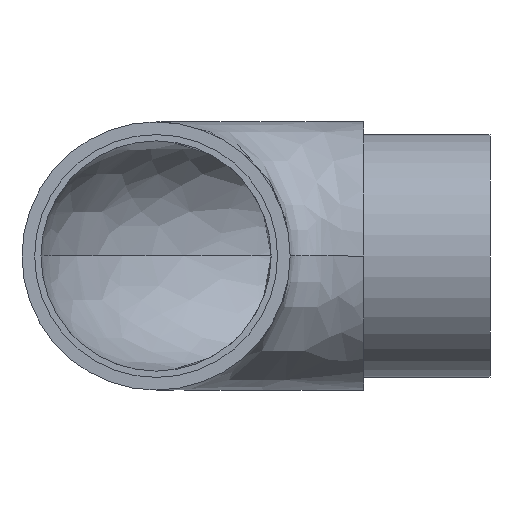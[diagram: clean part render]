
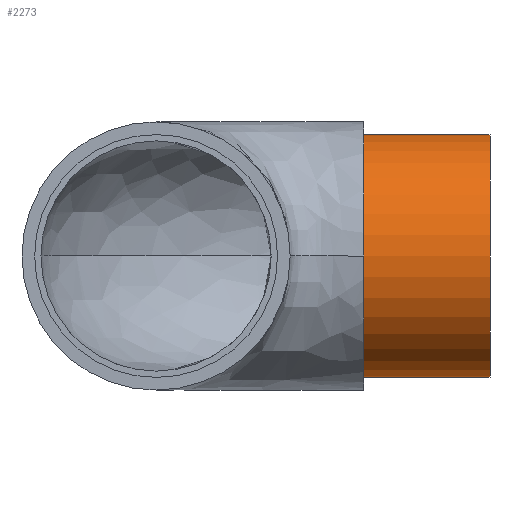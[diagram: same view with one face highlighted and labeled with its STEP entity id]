
A CAD part, left-side view. The second image highlights one B-rep face of the part: STEP entity #2273.
In plain terms, the highlighted cylindrical face has radius 19.2 mm (diameter 38.4 mm), a partial arc.
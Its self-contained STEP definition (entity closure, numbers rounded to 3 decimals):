
#81 = CARTESIAN_POINT ( 'NONE',  ( 0., 0., 0. ) ) ;
#183 = DIRECTION ( 'NONE',  ( 0., 0., -1. ) ) ;
#375 = EDGE_LOOP ( 'NONE', ( #3290, #1953, #9165, #9567 ) ) ;
#461 = CARTESIAN_POINT ( 'NONE',  ( 0., -20., -19.2 ) ) ;
#516 = LINE ( 'NONE', #461, #8355 ) ;
#725 = CARTESIAN_POINT ( 'NONE',  ( 0., -20., 19.2 ) ) ;
#1339 = DIRECTION ( 'NONE',  ( 0., 1., 0. ) ) ;
#1564 = CARTESIAN_POINT ( 'NONE',  ( 0., -20., 0. ) ) ;
#1953 = ORIENTED_EDGE ( 'NONE', *, *, #4972, .F. ) ;
#2273 = ADVANCED_FACE ( 'NONE', ( #2766 ), #4354, .T. ) ;
#2284 = EDGE_CURVE ( 'NONE', #5428, #3072, #516, .T. ) ;
#2296 = CIRCLE ( 'NONE', #8019, 19.2 ) ;
#2725 = VERTEX_POINT ( 'NONE', #725 ) ;
#2766 = FACE_OUTER_BOUND ( 'NONE', #375, .T. ) ;
#3072 = VERTEX_POINT ( 'NONE', #9372 ) ;
#3278 = AXIS2_PLACEMENT_3D ( 'NONE', #7473, #1339, #3479 ) ;
#3290 = ORIENTED_EDGE ( 'NONE', *, *, #2284, .F. ) ;
#3479 = DIRECTION ( 'NONE',  ( 0., 0., 1. ) ) ;
#3912 = DIRECTION ( 'NONE',  ( 0., -1., 0. ) ) ;
#4354 = CYLINDRICAL_SURFACE ( 'NONE', #3278, 19.2 ) ;
#4420 = EDGE_CURVE ( 'NONE', #6583, #3072, #2296, .T. ) ;
#4972 = EDGE_CURVE ( 'NONE', #2725, #5428, #6710, .T. ) ;
#5428 = VERTEX_POINT ( 'NONE', #6458 ) ;
#6256 = VECTOR ( 'NONE', #9724, 1000. ) ;
#6458 = CARTESIAN_POINT ( 'NONE',  ( 0., -20., -19.2 ) ) ;
#6543 = LINE ( 'NONE', #9674, #6256 ) ;
#6583 = VERTEX_POINT ( 'NONE', #9576 ) ;
#6710 = CIRCLE ( 'NONE', #8563, 19.2 ) ;
#6913 = EDGE_CURVE ( 'NONE', #2725, #6583, #6543, .T. ) ;
#7033 = DIRECTION ( 'NONE',  ( 0., -1., 0. ) ) ;
#7473 = CARTESIAN_POINT ( 'NONE',  ( 0., -20., 0. ) ) ;
#8019 = AXIS2_PLACEMENT_3D ( 'NONE', #81, #3912, #9546 ) ;
#8355 = VECTOR ( 'NONE', #9730, 1000. ) ;
#8563 = AXIS2_PLACEMENT_3D ( 'NONE', #1564, #7033, #183 ) ;
#9165 = ORIENTED_EDGE ( 'NONE', *, *, #6913, .T. ) ;
#9372 = CARTESIAN_POINT ( 'NONE',  ( 0., 0., -19.2 ) ) ;
#9546 = DIRECTION ( 'NONE',  ( 0., 0., 1. ) ) ;
#9567 = ORIENTED_EDGE ( 'NONE', *, *, #4420, .T. ) ;
#9576 = CARTESIAN_POINT ( 'NONE',  ( 0., 0., 19.2 ) ) ;
#9674 = CARTESIAN_POINT ( 'NONE',  ( 0., -20., 19.2 ) ) ;
#9724 = DIRECTION ( 'NONE',  ( 0., 1., 0. ) ) ;
#9730 = DIRECTION ( 'NONE',  ( 0., 1., 0. ) ) ;
